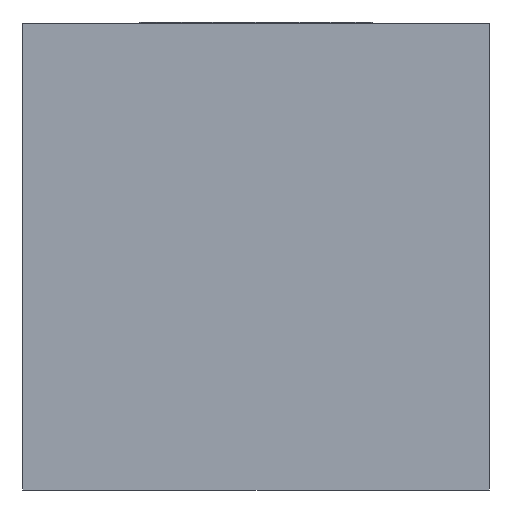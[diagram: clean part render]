
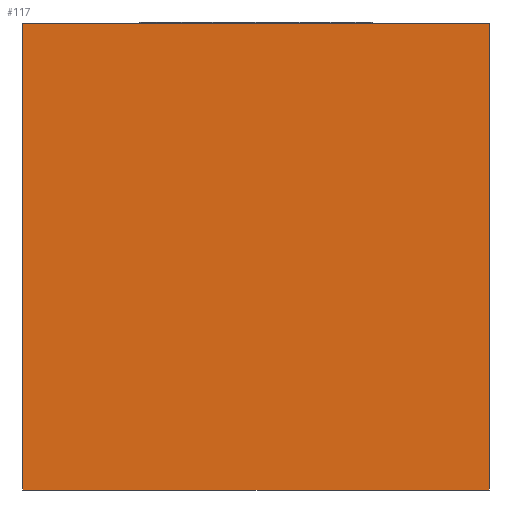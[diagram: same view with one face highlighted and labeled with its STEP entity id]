
A CAD part, front view. The second image highlights one B-rep face of the part: STEP entity #117.
In plain terms, the highlighted planar face has unit normal (0, -1, 0).
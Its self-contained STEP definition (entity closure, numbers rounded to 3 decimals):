
#29=FACE_OUTER_BOUND('',#152,.T.);
#44=LINE('',#439,#62);
#46=LINE('',#443,#64);
#47=LINE('',#445,#65);
#48=LINE('',#447,#66);
#62=VECTOR('',#368,1.);
#64=VECTOR('',#372,1.);
#65=VECTOR('',#373,1.);
#66=VECTOR('',#374,1.);
#101=PLANE('',#305);
#117=ADVANCED_FACE('',(#29),#101,.T.);
#152=EDGE_LOOP('',(#192,#193,#194,#195));
#192=ORIENTED_EDGE('',*,*,#263,.F.);
#193=ORIENTED_EDGE('',*,*,#264,.F.);
#194=ORIENTED_EDGE('',*,*,#265,.T.);
#195=ORIENTED_EDGE('',*,*,#261,.T.);
#234=VERTEX_POINT('',#438);
#235=VERTEX_POINT('',#440);
#236=VERTEX_POINT('',#444);
#237=VERTEX_POINT('',#446);
#261=EDGE_CURVE('',#235,#234,#44,.T.);
#263=EDGE_CURVE('',#236,#234,#46,.T.);
#264=EDGE_CURVE('',#237,#236,#47,.T.);
#265=EDGE_CURVE('',#237,#235,#48,.T.);
#305=AXIS2_PLACEMENT_3D('',#448,#375,#376);
#368=DIRECTION('',(0.,0.,1.));
#372=DIRECTION('',(1.,0.,0.));
#373=DIRECTION('',(0.,0.,1.));
#374=DIRECTION('',(1.,0.,0.));
#375=DIRECTION('',(0.,-1.,0.));
#376=DIRECTION('',(0.,0.,-1.));
#438=CARTESIAN_POINT('',(6.,-81.394,-0.03));
#439=CARTESIAN_POINT('',(6.,-81.394,-12.03));
#440=CARTESIAN_POINT('',(6.,-81.394,-12.03));
#443=CARTESIAN_POINT('',(-6.,-81.394,-0.03));
#444=CARTESIAN_POINT('',(-6.,-81.394,-0.03));
#445=CARTESIAN_POINT('',(-6.,-81.394,-12.03));
#446=CARTESIAN_POINT('',(-6.,-81.394,-12.03));
#447=CARTESIAN_POINT('',(-6.,-81.394,-12.03));
#448=CARTESIAN_POINT('',(-6.,-81.394,-12.03));
